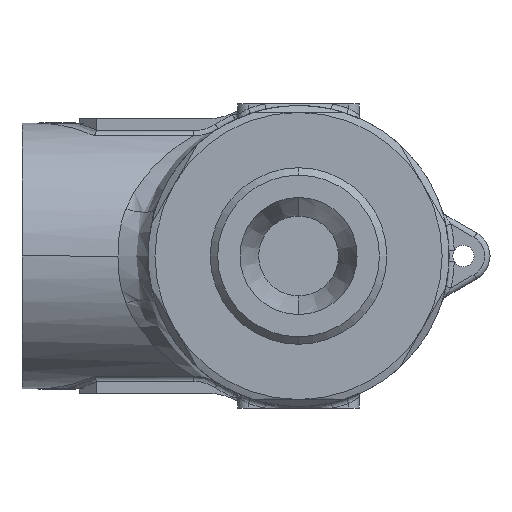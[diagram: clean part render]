
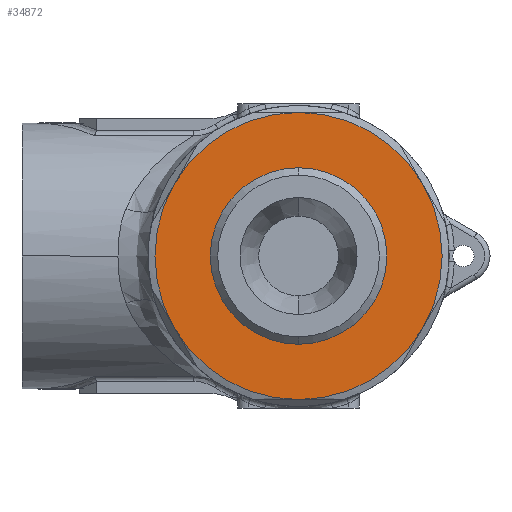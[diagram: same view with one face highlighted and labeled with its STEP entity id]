
A CAD part, front view. The second image highlights one B-rep face of the part: STEP entity #34872.
In plain terms, the highlighted planar face has unit normal (0, -1, 0).
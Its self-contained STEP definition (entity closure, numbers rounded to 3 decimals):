
#1698 = CARTESIAN_POINT ( 'NONE',  ( 0., 12., -13.5 ) ) ;
#3186 = VERTEX_POINT ( 'NONE', #34450 ) ;
#3958 = CIRCLE ( 'NONE', #28519, 13.5 ) ;
#5145 = FACE_BOUND ( 'NONE', #11923, .T. ) ;
#6095 = FACE_OUTER_BOUND ( 'NONE', #10604, .T. ) ;
#6326 = AXIS2_PLACEMENT_3D ( 'NONE', #10613, #32243, #13711 ) ;
#6931 = CARTESIAN_POINT ( 'NONE',  ( 0., 12., 0. ) ) ;
#7140 = DIRECTION ( 'NONE',  ( 0., 1., 0. ) ) ;
#7801 = EDGE_CURVE ( 'NONE', #3186, #11218, #30700, .T. ) ;
#8290 = CARTESIAN_POINT ( 'NONE',  ( 0., 12., 8.15 ) ) ;
#9777 = CIRCLE ( 'NONE', #29477, 13.5 ) ;
#10033 = DIRECTION ( 'NONE',  ( 0., 0., 1. ) ) ;
#10593 = AXIS2_PLACEMENT_3D ( 'NONE', #8290, #29967, #11401 ) ;
#10604 = EDGE_LOOP ( 'NONE', ( #26474, #25291 ) ) ;
#10613 = CARTESIAN_POINT ( 'NONE',  ( 0., 12., 0. ) ) ;
#11115 = CARTESIAN_POINT ( 'NONE',  ( 0., 12., -8.15 ) ) ;
#11218 = VERTEX_POINT ( 'NONE', #11115 ) ;
#11401 = DIRECTION ( 'NONE',  ( 0., 0., -1. ) ) ;
#11923 = EDGE_LOOP ( 'NONE', ( #25938, #26551 ) ) ;
#13711 = DIRECTION ( 'NONE',  ( 0., 0., 1. ) ) ;
#16233 = CARTESIAN_POINT ( 'NONE',  ( 0., 12., 0. ) ) ;
#19351 = DIRECTION ( 'NONE',  ( 0., 0., 1. ) ) ;
#21914 = EDGE_CURVE ( 'NONE', #32157, #29841, #3958, .T. ) ;
#25291 = ORIENTED_EDGE ( 'NONE', *, *, #21914, .F. ) ;
#25675 = CARTESIAN_POINT ( 'NONE',  ( 0., 12., 0. ) ) ;
#25938 = ORIENTED_EDGE ( 'NONE', *, *, #7801, .T. ) ;
#26474 = ORIENTED_EDGE ( 'NONE', *, *, #31214, .F. ) ;
#26551 = ORIENTED_EDGE ( 'NONE', *, *, #28171, .T. ) ;
#28171 = EDGE_CURVE ( 'NONE', #11218, #3186, #39675, .T. ) ;
#28519 = AXIS2_PLACEMENT_3D ( 'NONE', #16233, #37872, #19351 ) ;
#28545 = DIRECTION ( 'NONE',  ( 0., 1., 0. ) ) ;
#28757 = DIRECTION ( 'NONE',  ( 0., 0., 1. ) ) ;
#29477 = AXIS2_PLACEMENT_3D ( 'NONE', #6931, #28545, #10033 ) ;
#29841 = VERTEX_POINT ( 'NONE', #37437 ) ;
#29967 = DIRECTION ( 'NONE',  ( 0., -1., 0. ) ) ;
#30700 = CIRCLE ( 'NONE', #6326, 8.15 ) ;
#31214 = EDGE_CURVE ( 'NONE', #29841, #32157, #9777, .T. ) ;
#32157 = VERTEX_POINT ( 'NONE', #1698 ) ;
#32243 = DIRECTION ( 'NONE',  ( 0., 1., 0. ) ) ;
#34450 = CARTESIAN_POINT ( 'NONE',  ( 0., 12., 8.15 ) ) ;
#34872 = ADVANCED_FACE ( 'NONE', ( #5145, #6095 ), #36012, .T. ) ;
#36012 = PLANE ( 'NONE',  #10593 ) ;
#37437 = CARTESIAN_POINT ( 'NONE',  ( 0., 12., 13.5 ) ) ;
#37872 = DIRECTION ( 'NONE',  ( 0., 1., 0. ) ) ;
#38393 = AXIS2_PLACEMENT_3D ( 'NONE', #25675, #7140, #28757 ) ;
#39675 = CIRCLE ( 'NONE', #38393, 8.15 ) ;
